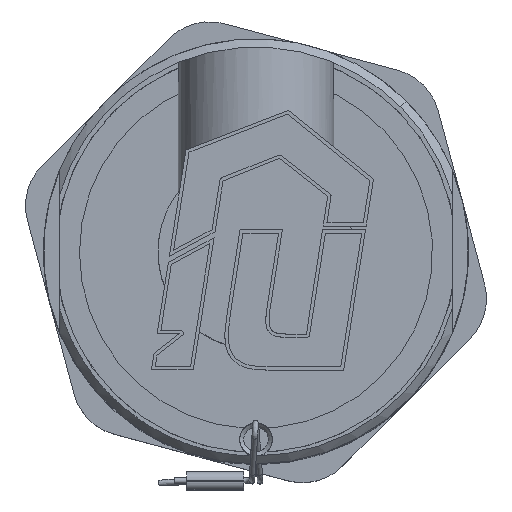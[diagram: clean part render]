
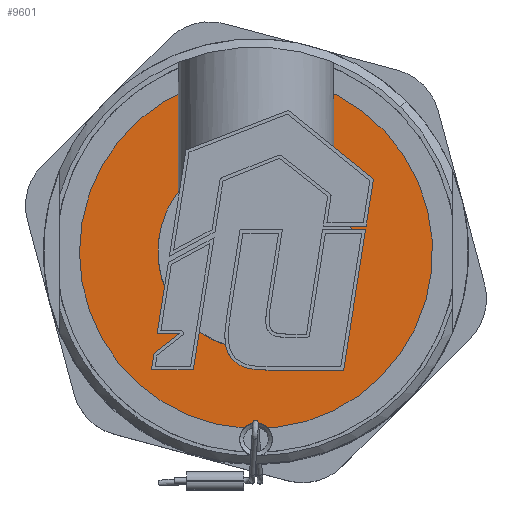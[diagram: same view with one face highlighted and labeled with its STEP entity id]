
A CAD part, top view. The second image highlights one B-rep face of the part: STEP entity #9601.
In plain terms, the highlighted planar face has unit normal (0, 0, -1).
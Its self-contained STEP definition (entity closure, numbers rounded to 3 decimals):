
#7273=CARTESIAN_POINT('',(15.274,-15.274,-12.5));
#7274=VERTEX_POINT('',#7273);
#7283=CARTESIAN_POINT('',(-21.6,-0.,-12.5));
#7284=VERTEX_POINT('',#7283);
#7285=CARTESIAN_POINT('',(0.,0.,-12.5));
#7286=DIRECTION('',(-0.,0.,1.));
#7287=DIRECTION('',(-1.,0.,-0.));
#7288=AXIS2_PLACEMENT_3D('',#7285,#7286,#7287);
#7289=CIRCLE('',#7288,21.6);
#7290=EDGE_CURVE('',#7274,#7284,#7289,.T.);
#7292=CARTESIAN_POINT('',(0.,0.,-12.5));
#7293=DIRECTION('',(-0.,0.,1.));
#7294=DIRECTION('',(-1.,0.,-0.));
#7295=AXIS2_PLACEMENT_3D('',#7292,#7293,#7294);
#7296=CIRCLE('',#7295,21.6);
#7297=EDGE_CURVE('',#7284,#7274,#7296,.T.);
#9592=CARTESIAN_POINT('',(16.263,16.263,-12.5));
#9593=DIRECTION('',(0.,-0.,-1.));
#9594=DIRECTION('',(-0.707,0.707,-0.));
#9595=AXIS2_PLACEMENT_3D('',#9592,#9593,#9594);
#9596=PLANE('',#9595);
#9597=ORIENTED_EDGE('',*,*,#7290,.F.);
#9598=ORIENTED_EDGE('',*,*,#7297,.F.);
#9599=EDGE_LOOP('',(#9597,#9598));
#9600=FACE_BOUND('',#9599,.T.);
#9601=ADVANCED_FACE('NONE',(#9600),#9596,.T.);
